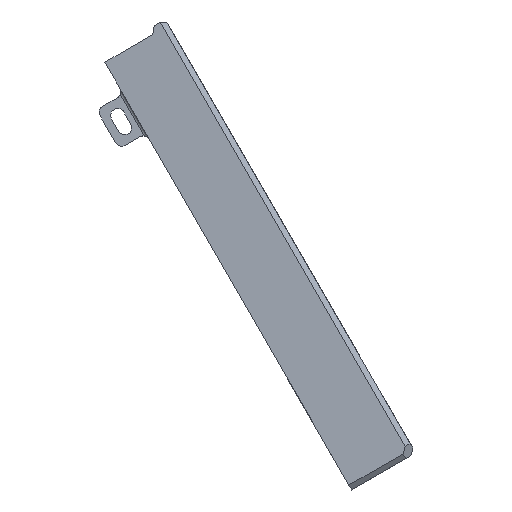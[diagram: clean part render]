
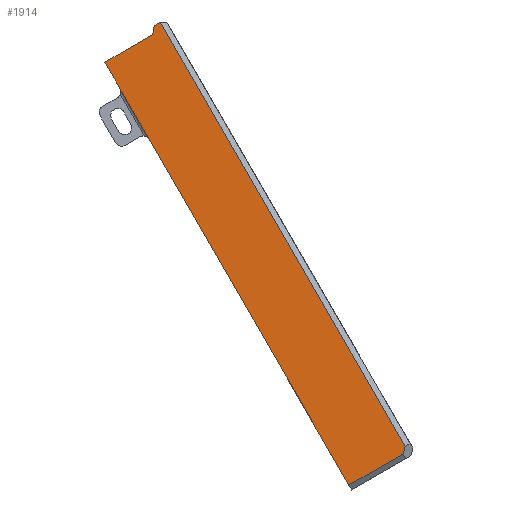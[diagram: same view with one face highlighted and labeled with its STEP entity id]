
A CAD part, left-side view. The second image highlights one B-rep face of the part: STEP entity #1914.
In plain terms, the highlighted planar face has unit normal (-1, 0, 0).
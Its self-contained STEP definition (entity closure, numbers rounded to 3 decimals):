
#112=FACE_OUTER_BOUND('',#214,.T.);
#214=EDGE_LOOP('',(#1397,#1398,#1399,#1400,#1401,#1402,#1403,#1404,#1405));
#373=LINE('',#2807,#619);
#380=LINE('',#2843,#626);
#384=LINE('',#2851,#630);
#388=LINE('',#2858,#634);
#390=LINE('',#2862,#636);
#391=LINE('',#2864,#637);
#392=LINE('',#2866,#638);
#393=LINE('',#2868,#639);
#394=LINE('',#2869,#640);
#619=VECTOR('',#2263,10.);
#626=VECTOR('',#2286,10.);
#630=VECTOR('',#2292,10.);
#634=VECTOR('',#2298,10.);
#636=VECTOR('',#2302,10.);
#637=VECTOR('',#2303,10.);
#638=VECTOR('',#2304,10.);
#639=VECTOR('',#2305,10.);
#640=VECTOR('',#2306,10.);
#841=VERTEX_POINT('',#2796);
#843=VERTEX_POINT('',#2806);
#855=VERTEX_POINT('',#2841);
#856=VERTEX_POINT('',#2842);
#859=VERTEX_POINT('',#2850);
#862=VERTEX_POINT('',#2861);
#863=VERTEX_POINT('',#2863);
#864=VERTEX_POINT('',#2865);
#865=VERTEX_POINT('',#2867);
#1050=EDGE_CURVE('',#843,#841,#373,.T.);
#1064=EDGE_CURVE('',#855,#856,#380,.T.);
#1068=EDGE_CURVE('',#856,#859,#384,.T.);
#1072=EDGE_CURVE('',#855,#843,#388,.T.);
#1074=EDGE_CURVE('',#841,#862,#390,.T.);
#1075=EDGE_CURVE('',#862,#863,#391,.T.);
#1076=EDGE_CURVE('',#863,#864,#392,.T.);
#1077=EDGE_CURVE('',#864,#865,#393,.T.);
#1078=EDGE_CURVE('',#859,#865,#394,.T.);
#1397=ORIENTED_EDGE('',*,*,#1064,.F.);
#1398=ORIENTED_EDGE('',*,*,#1072,.T.);
#1399=ORIENTED_EDGE('',*,*,#1050,.T.);
#1400=ORIENTED_EDGE('',*,*,#1074,.T.);
#1401=ORIENTED_EDGE('',*,*,#1075,.T.);
#1402=ORIENTED_EDGE('',*,*,#1076,.T.);
#1403=ORIENTED_EDGE('',*,*,#1077,.T.);
#1404=ORIENTED_EDGE('',*,*,#1078,.F.);
#1405=ORIENTED_EDGE('',*,*,#1068,.F.);
#1831=PLANE('',#2033);
#1914=ADVANCED_FACE('',(#112),#1831,.F.);
#2033=AXIS2_PLACEMENT_3D('',#2860,#2300,#2301);
#2263=DIRECTION('',(0.,-0.5,-0.866));
#2286=DIRECTION('',(0.,-0.866,0.5));
#2292=DIRECTION('',(0.,-0.174,0.985));
#2298=DIRECTION('',(0.,-0.5,-0.866));
#2300=DIRECTION('center_axis',(1.,0.,0.));
#2301=DIRECTION('ref_axis',(0.,0.5,0.866));
#2302=DIRECTION('',(0.,-0.5,-0.866));
#2303=DIRECTION('',(0.,-0.866,0.5));
#2304=DIRECTION('',(0.,-0.259,0.966));
#2305=DIRECTION('',(0.,0.5,0.866));
#2306=DIRECTION('',(0.,-0.866,0.5));
#2796=CARTESIAN_POINT('',(-55.,-17.438,49.438));
#2806=CARTESIAN_POINT('',(-55.,-13.238,56.713));
#2807=CARTESIAN_POINT('',(-55.,-10.607,61.27));
#2841=CARTESIAN_POINT('',(-55.,-11.107,60.404));
#2842=CARTESIAN_POINT('',(-55.,-17.914,64.334));
#2843=CARTESIAN_POINT('',(-55.,-18.711,64.794));
#2850=CARTESIAN_POINT('',(-55.,-18.141,65.62));
#2851=CARTESIAN_POINT('',(-55.,-13.461,39.079));
#2858=CARTESIAN_POINT('',(-55.,-10.607,61.27));
#2860=CARTESIAN_POINT('Origin',(-55.,-54.607,4.459));
#2861=CARTESIAN_POINT('',(-55.,-45.807,0.301));
#2862=CARTESIAN_POINT('',(-55.,-10.607,61.27));
#2863=CARTESIAN_POINT('',(-55.,-53.514,4.751));
#2864=CARTESIAN_POINT('',(-55.,-54.207,5.151));
#2865=CARTESIAN_POINT('',(-55.,-53.807,5.844));
#2866=CARTESIAN_POINT('',(-55.,-53.441,4.478));
#2867=CARTESIAN_POINT('',(-55.,-19.007,66.12));
#2868=CARTESIAN_POINT('',(-55.,-45.707,19.874));
#2869=CARTESIAN_POINT('',(-55.,-19.007,66.12));
